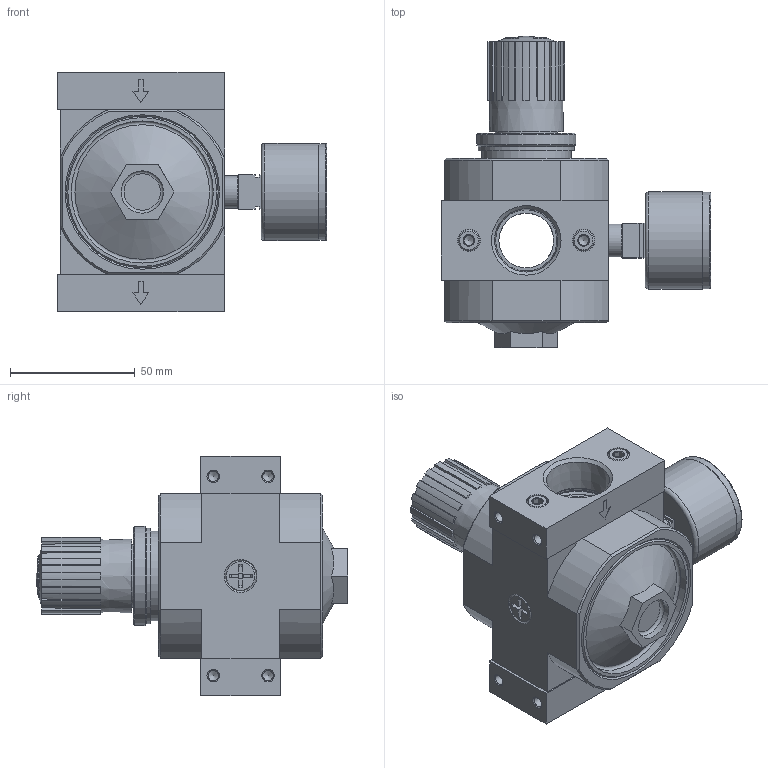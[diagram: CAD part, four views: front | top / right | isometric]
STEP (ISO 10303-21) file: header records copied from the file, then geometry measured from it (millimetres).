
FILE_DESCRIPTION(/* description */ ('STEP AP214'),/* implementation_level */ '2;1');
FILE_NAME(/* name */ '173670_LR-3_4-D-7-MAXI-NPT',/* time_stamp */ '2024-09-04T21:15:56+02:00',/* author */ ('License CC BY-ND 4.0'),/* organization */ ('CADENAS'),/* preprocessor_version */ 'ST-DEVELOPER v19.3',/* originating_system */ 'PARTsolutions',/* authorisation */ ' ');
FILE_SCHEMA (('AUTOMOTIVE_DESIGN {1 0 10303 214 3 1 1}'));
Length unit declared in the file: millimetre
Products named in the file (8): 173670 LR-3/4-D-7-MAXI-NPT---(0); 127314 LR-D-7-MAXI--(0); 398011 LRVS-D-MINI; 714676 PBL-3/4-D-MAXI-NPT-R--P1; DIN-912 - M5x20(F); 714674 PBL-3/4-D-MAXI-NPT-L--P1; 8003638 PAGN-40-10-G14; 125696 LR/LFR-D-MAXI
Assembly tree (10 placements, depth 2):
  173670 LR-3/4-D-7-MAXI-NPT---(0)
    127314 LR-D-7-MAXI--(0)
    398011 LRVS-D-MINI
    714676 PBL-3/4-D-MAXI-NPT-R--P1
    DIN-912 - M5x20(F)  x4
    714674 PBL-3/4-D-MAXI-NPT-L--P1
    8003638 PAGN-40-10-G14
    125696 LR/LFR-D-MAXI
Bounding box: 108.1 x 125 x 96 mm (x, y, z)
Volume: 359426.7 mm3; surface area: 66673.8 mm2
Topology: 10 solids, 10 shells, 441 faces, 1033 edges, 645 vertices
Faces by surface type: plane 248, cone 94, cylinder 79, torus 15, sphere 5
Full cylindrical faces by diameter (mm): 2 x1, 4.134 x8, 4.2 x1, 5 x4, 5.3 x4, 8.5 x4, 8.7 x1, 9 x4, 9.5 x1, 11 x1, 11.445 x2, 13.157 x2, 17 x1, 22 x1, 24.9 x1, 26.9 x1, 30 x2, 34.16 x1, 34.376 x1, 36 x1, 38.5 x1, 38.7 x1, 39 x1, 39.8 x1, 57 x1
Entity records: 11628 total; most frequent: CARTESIAN_POINT 1893, DIRECTION 1748, ORIENTED_EDGE 1490, EDGE_CURVE 745, AXIS2_PLACEMENT_3D 697, VERTEX_POINT 546, FACE_BOUND 523, EDGE_LOOP 514
